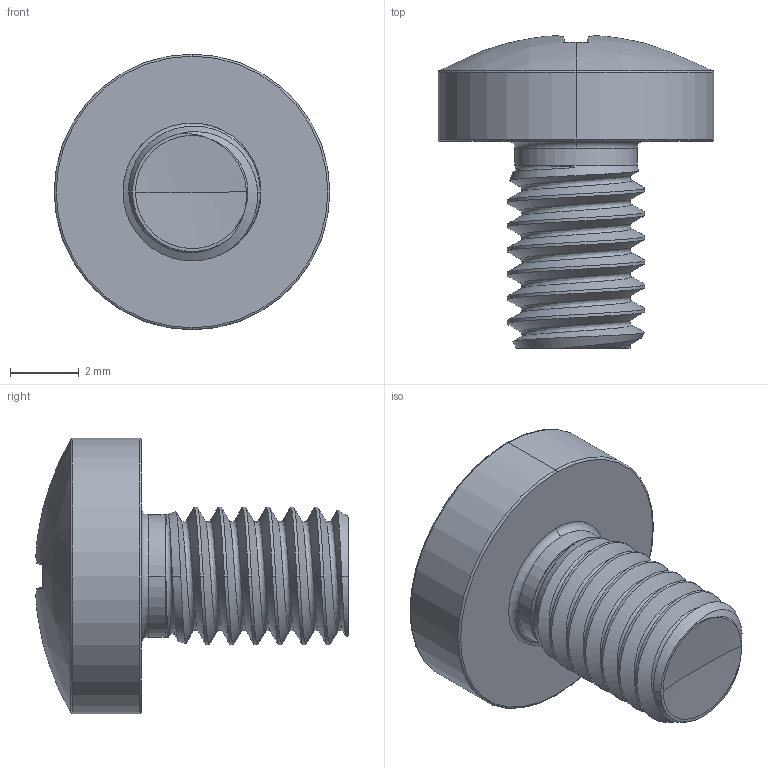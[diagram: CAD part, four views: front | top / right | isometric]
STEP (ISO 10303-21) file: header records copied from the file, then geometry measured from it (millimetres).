
FILE_DESCRIPTION (( 'STEP AP203' ), '1' );
FILE_NAME ('STM320400060.STEP', '2020-12-24T15:46:30', ( '' ), ( '' ), 'SwSTEP 2.0', 'SolidWorks 2015', '' );
FILE_SCHEMA (( 'CONFIG_CONTROL_DESIGN' ));
Length unit declared in the file: millimetre
Products named in the file (2): STM320400060
Bounding box: 8 x 9.06 x 8 mm (x, y, z)
Volume: 180.8 mm3; surface area: 277.6 mm2
Topology: 1 solids, 1 shells, 175 faces, 399 edges, 225 vertices
Faces by surface type: bspline 46, cylinder 37, torus 33, sphere 28, plane 22, cone 9
Entity records: 14100 total; most frequent: CARTESIAN_POINT 10391, ORIENTED_EDGE 794, DIRECTION 718, EDGE_CURVE 397, AXIS2_PLACEMENT_3D 327, VERTEX_POINT 225, CIRCLE 196, EDGE_LOOP 176
